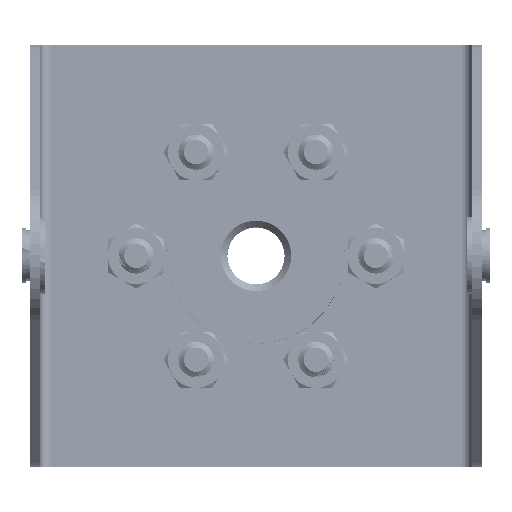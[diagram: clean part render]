
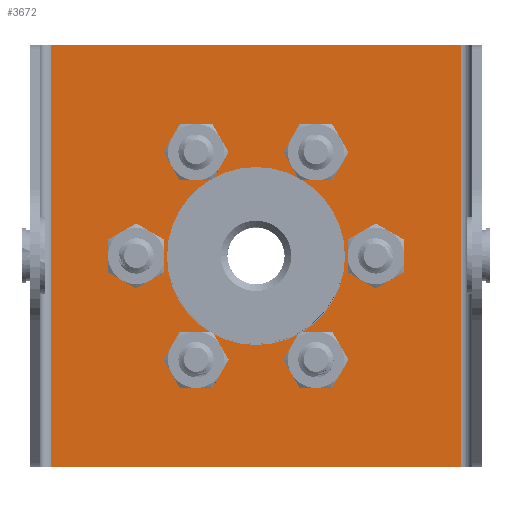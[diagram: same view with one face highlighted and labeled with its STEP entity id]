
A CAD part, top view. The second image highlights one B-rep face of the part: STEP entity #3672.
In plain terms, the highlighted planar face has unit normal (0, 0, 1).
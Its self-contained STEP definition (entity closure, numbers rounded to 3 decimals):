
#410=FACE_BOUND('',#753,.T.);
#411=FACE_BOUND('',#754,.T.);
#412=FACE_BOUND('',#755,.T.);
#413=FACE_BOUND('',#756,.T.);
#414=FACE_BOUND('',#757,.T.);
#415=FACE_BOUND('',#758,.T.);
#416=FACE_BOUND('',#759,.T.);
#458=PLANE('',#4006);
#529=FACE_OUTER_BOUND('',#752,.T.);
#752=EDGE_LOOP('',(#2585,#2586,#2587,#2588));
#753=EDGE_LOOP('',(#2589,#2590));
#754=EDGE_LOOP('',(#2591,#2592));
#755=EDGE_LOOP('',(#2593,#2594));
#756=EDGE_LOOP('',(#2595,#2596));
#757=EDGE_LOOP('',(#2597,#2598));
#758=EDGE_LOOP('',(#2599,#2600));
#759=EDGE_LOOP('',(#2601));
#1002=LINE('',#5451,#1191);
#1007=LINE('',#5469,#1196);
#1009=LINE('',#5472,#1198);
#1011=LINE('',#5476,#1200);
#1191=VECTOR('',#4502,10.);
#1196=VECTOR('',#4525,10.);
#1198=VECTOR('',#4529,10.);
#1200=VECTOR('',#4535,10.);
#1348=CIRCLE('',#3948,2.5);
#1349=CIRCLE('',#3949,2.5);
#1351=CIRCLE('',#3952,2.5);
#1352=CIRCLE('',#3953,2.5);
#1354=CIRCLE('',#3956,2.5);
#1355=CIRCLE('',#3957,2.5);
#1357=CIRCLE('',#3960,2.5);
#1358=CIRCLE('',#3961,2.5);
#1360=CIRCLE('',#3964,2.5);
#1361=CIRCLE('',#3965,2.5);
#1363=CIRCLE('',#3968,2.5);
#1364=CIRCLE('',#3969,2.5);
#1368=CIRCLE('',#3974,12.625);
#1508=VERTEX_POINT('',#5358);
#1509=VERTEX_POINT('',#5359);
#1511=VERTEX_POINT('',#5366);
#1512=VERTEX_POINT('',#5367);
#1514=VERTEX_POINT('',#5374);
#1515=VERTEX_POINT('',#5375);
#1517=VERTEX_POINT('',#5382);
#1518=VERTEX_POINT('',#5383);
#1520=VERTEX_POINT('',#5390);
#1521=VERTEX_POINT('',#5391);
#1523=VERTEX_POINT('',#5398);
#1524=VERTEX_POINT('',#5399);
#1528=VERTEX_POINT('',#5410);
#1535=VERTEX_POINT('',#5443);
#1536=VERTEX_POINT('',#5447);
#1539=VERTEX_POINT('',#5461);
#1540=VERTEX_POINT('',#5465);
#1880=EDGE_CURVE('',#1508,#1509,#1348,.T.);
#1881=EDGE_CURVE('',#1509,#1508,#1349,.T.);
#1884=EDGE_CURVE('',#1511,#1512,#1351,.T.);
#1885=EDGE_CURVE('',#1512,#1511,#1352,.T.);
#1888=EDGE_CURVE('',#1514,#1515,#1354,.T.);
#1889=EDGE_CURVE('',#1515,#1514,#1355,.T.);
#1892=EDGE_CURVE('',#1517,#1518,#1357,.T.);
#1893=EDGE_CURVE('',#1518,#1517,#1358,.T.);
#1896=EDGE_CURVE('',#1520,#1521,#1360,.T.);
#1897=EDGE_CURVE('',#1521,#1520,#1361,.T.);
#1900=EDGE_CURVE('',#1523,#1524,#1363,.T.);
#1901=EDGE_CURVE('',#1524,#1523,#1364,.T.);
#1907=EDGE_CURVE('',#1528,#1528,#1368,.T.);
#1926=EDGE_CURVE('',#1535,#1536,#1002,.T.);
#1935=EDGE_CURVE('',#1539,#1540,#1007,.T.);
#1937=EDGE_CURVE('',#1536,#1539,#1009,.T.);
#1939=EDGE_CURVE('',#1540,#1535,#1011,.T.);
#2585=ORIENTED_EDGE('',*,*,#1926,.T.);
#2586=ORIENTED_EDGE('',*,*,#1937,.T.);
#2587=ORIENTED_EDGE('',*,*,#1935,.T.);
#2588=ORIENTED_EDGE('',*,*,#1939,.T.);
#2589=ORIENTED_EDGE('',*,*,#1880,.T.);
#2590=ORIENTED_EDGE('',*,*,#1881,.T.);
#2591=ORIENTED_EDGE('',*,*,#1884,.T.);
#2592=ORIENTED_EDGE('',*,*,#1885,.T.);
#2593=ORIENTED_EDGE('',*,*,#1888,.T.);
#2594=ORIENTED_EDGE('',*,*,#1889,.T.);
#2595=ORIENTED_EDGE('',*,*,#1892,.T.);
#2596=ORIENTED_EDGE('',*,*,#1893,.T.);
#2597=ORIENTED_EDGE('',*,*,#1896,.T.);
#2598=ORIENTED_EDGE('',*,*,#1897,.T.);
#2599=ORIENTED_EDGE('',*,*,#1900,.T.);
#2600=ORIENTED_EDGE('',*,*,#1901,.T.);
#2601=ORIENTED_EDGE('',*,*,#1907,.T.);
#3672=ADVANCED_FACE('',(#529,#410,#411,#412,#413,#414,#415,#416),#458,.T.);
#3948=AXIS2_PLACEMENT_3D('',#5360,#4392,#4393);
#3949=AXIS2_PLACEMENT_3D('',#5361,#4394,#4395);
#3952=AXIS2_PLACEMENT_3D('',#5368,#4401,#4402);
#3953=AXIS2_PLACEMENT_3D('',#5369,#4403,#4404);
#3956=AXIS2_PLACEMENT_3D('',#5376,#4410,#4411);
#3957=AXIS2_PLACEMENT_3D('',#5377,#4412,#4413);
#3960=AXIS2_PLACEMENT_3D('',#5384,#4419,#4420);
#3961=AXIS2_PLACEMENT_3D('',#5385,#4421,#4422);
#3964=AXIS2_PLACEMENT_3D('',#5392,#4428,#4429);
#3965=AXIS2_PLACEMENT_3D('',#5393,#4430,#4431);
#3968=AXIS2_PLACEMENT_3D('',#5400,#4437,#4438);
#3969=AXIS2_PLACEMENT_3D('',#5401,#4439,#4440);
#3974=AXIS2_PLACEMENT_3D('',#5412,#4451,#4452);
#4006=AXIS2_PLACEMENT_3D('',#5477,#4536,#4537);
#4392=DIRECTION('center_axis',(0.,0.,-1.));
#4393=DIRECTION('ref_axis',(0.5,-0.866,0.));
#4394=DIRECTION('center_axis',(0.,0.,-1.));
#4395=DIRECTION('ref_axis',(0.5,-0.866,0.));
#4401=DIRECTION('center_axis',(0.,0.,-1.));
#4402=DIRECTION('ref_axis',(-0.5,-0.866,0.));
#4403=DIRECTION('center_axis',(0.,0.,-1.));
#4404=DIRECTION('ref_axis',(-0.5,-0.866,0.));
#4410=DIRECTION('center_axis',(0.,0.,-1.));
#4411=DIRECTION('ref_axis',(-1.,0.,0.));
#4412=DIRECTION('center_axis',(0.,0.,-1.));
#4413=DIRECTION('ref_axis',(-1.,0.,0.));
#4419=DIRECTION('center_axis',(0.,0.,-1.));
#4420=DIRECTION('ref_axis',(-0.5,0.866,0.));
#4421=DIRECTION('center_axis',(0.,0.,-1.));
#4422=DIRECTION('ref_axis',(-0.5,0.866,0.));
#4428=DIRECTION('center_axis',(0.,0.,-1.));
#4429=DIRECTION('ref_axis',(0.5,0.866,0.));
#4430=DIRECTION('center_axis',(0.,0.,-1.));
#4431=DIRECTION('ref_axis',(0.5,0.866,0.));
#4437=DIRECTION('center_axis',(0.,0.,-1.));
#4438=DIRECTION('ref_axis',(1.,0.,0.));
#4439=DIRECTION('center_axis',(0.,0.,-1.));
#4440=DIRECTION('ref_axis',(1.,0.,0.));
#4451=DIRECTION('center_axis',(0.,0.,-1.));
#4452=DIRECTION('ref_axis',(-1.,0.,0.));
#4502=DIRECTION('',(0.,-1.,0.));
#4525=DIRECTION('',(0.,1.,0.));
#4529=DIRECTION('',(1.,0.,0.));
#4535=DIRECTION('',(-1.,0.,0.));
#4536=DIRECTION('center_axis',(0.,0.,1.));
#4537=DIRECTION('ref_axis',(0.,-1.,0.));
#5358=CARTESIAN_POINT('',(-7.25,12.557,0.));
#5359=CARTESIAN_POINT('',(-9.75,16.887,0.));
#5360=CARTESIAN_POINT('Origin',(-8.5,14.722,0.));
#5361=CARTESIAN_POINT('Origin',(-8.5,14.722,0.));
#5366=CARTESIAN_POINT('',(7.25,12.557,0.));
#5367=CARTESIAN_POINT('',(9.75,16.887,0.));
#5368=CARTESIAN_POINT('Origin',(8.5,14.722,0.));
#5369=CARTESIAN_POINT('Origin',(8.5,14.722,0.));
#5374=CARTESIAN_POINT('',(14.5,0.,0.));
#5375=CARTESIAN_POINT('',(19.5,0.,0.));
#5376=CARTESIAN_POINT('Origin',(17.,0.,0.));
#5377=CARTESIAN_POINT('Origin',(17.,0.,0.));
#5382=CARTESIAN_POINT('',(7.25,-12.557,0.));
#5383=CARTESIAN_POINT('',(9.75,-16.887,0.));
#5384=CARTESIAN_POINT('Origin',(8.5,-14.722,0.));
#5385=CARTESIAN_POINT('Origin',(8.5,-14.722,0.));
#5390=CARTESIAN_POINT('',(-7.25,-12.557,0.));
#5391=CARTESIAN_POINT('',(-9.75,-16.887,0.));
#5392=CARTESIAN_POINT('Origin',(-8.5,-14.722,0.));
#5393=CARTESIAN_POINT('Origin',(-8.5,-14.722,0.));
#5398=CARTESIAN_POINT('',(-14.5,0.,0.));
#5399=CARTESIAN_POINT('',(-19.5,0.,0.));
#5400=CARTESIAN_POINT('Origin',(-17.,0.,0.));
#5401=CARTESIAN_POINT('Origin',(-17.,0.,0.));
#5410=CARTESIAN_POINT('',(12.625,0.,0.));
#5412=CARTESIAN_POINT('Origin',(0.,0.,
0.));
#5443=CARTESIAN_POINT('',(-29.1,30.,0.));
#5447=CARTESIAN_POINT('',(-29.1,-30.,0.));
#5451=CARTESIAN_POINT('',(-29.1,15.,0.));
#5461=CARTESIAN_POINT('',(29.1,-30.,0.));
#5465=CARTESIAN_POINT('',(29.1,30.,0.));
#5469=CARTESIAN_POINT('',(29.1,-15.,0.));
#5472=CARTESIAN_POINT('',(-32.1,-30.,0.));
#5476=CARTESIAN_POINT('',(32.1,30.,0.));
#5477=CARTESIAN_POINT('Origin',(0.,0.,0.));
